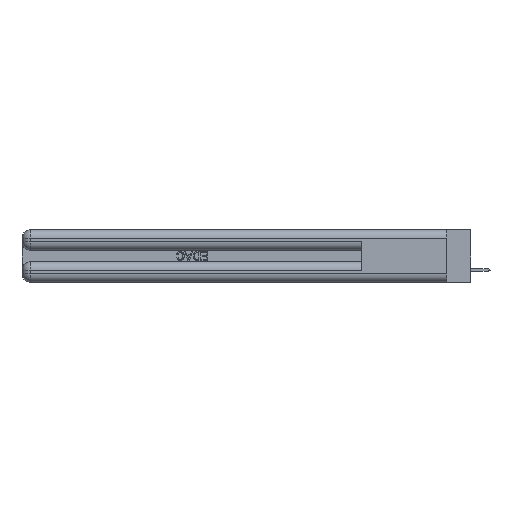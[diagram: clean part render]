
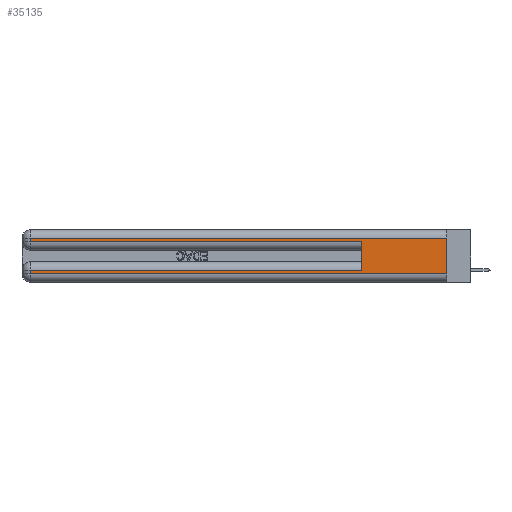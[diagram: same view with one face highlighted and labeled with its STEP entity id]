
A CAD part, left-side view. The second image highlights one B-rep face of the part: STEP entity #35135.
In plain terms, the highlighted planar face has unit normal (-1, 0, 0).
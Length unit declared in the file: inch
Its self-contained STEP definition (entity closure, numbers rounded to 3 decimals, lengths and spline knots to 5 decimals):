
#1376 = DIRECTION ( 'NONE',  ( 0., 0., -1. ) ) ;
#1796 = EDGE_CURVE ( 'NONE', #19228, #2112, #21896, .T. ) ;
#2042 = FACE_OUTER_BOUND ( 'NONE', #2611, .T. ) ;
#2112 = VERTEX_POINT ( 'NONE', #14931 ) ;
#2611 = EDGE_LOOP ( 'NONE', ( #30663, #19706, #34319, #11957, #41425, #42858, #22052, #29742 ) ) ;
#2786 = CARTESIAN_POINT ( 'NONE',  ( 0., 2.94, 0.285 ) ) ;
#3414 = LINE ( 'NONE', #10124, #37670 ) ;
#3499 = CARTESIAN_POINT ( 'NONE',  ( 0., 0., 0.085 ) ) ;
#5144 = CARTESIAN_POINT ( 'NONE',  ( 0., 0., 0.06 ) ) ;
#5517 = PLANE ( 'NONE',  #28682 ) ;
#7241 = VERTEX_POINT ( 'NONE', #12392 ) ;
#8195 = CARTESIAN_POINT ( 'NONE',  ( 0., 0.6, 0.285 ) ) ;
#8785 = EDGE_CURVE ( 'NONE', #14236, #39218, #3414, .T. ) ;
#9426 = CARTESIAN_POINT ( 'NONE',  ( 0., 0., 0.37 ) ) ;
#10124 = CARTESIAN_POINT ( 'NONE',  ( 0., 0., 0.285 ) ) ;
#10349 = CARTESIAN_POINT ( 'NONE',  ( 0., 0., 0.31 ) ) ;
#10573 = DIRECTION ( 'NONE',  ( 0., 1., 0. ) ) ;
#11241 = LINE ( 'NONE', #32181, #36575 ) ;
#11957 = ORIENTED_EDGE ( 'NONE', *, *, #8785, .T. ) ;
#12392 = CARTESIAN_POINT ( 'NONE',  ( 0., 2.94, 0.06 ) ) ;
#12729 = LINE ( 'NONE', #5144, #21538 ) ;
#13581 = EDGE_CURVE ( 'NONE', #13917, #7241, #33424, .T. ) ;
#13800 = VERTEX_POINT ( 'NONE', #27021 ) ;
#13917 = VERTEX_POINT ( 'NONE', #36991 ) ;
#14236 = VERTEX_POINT ( 'NONE', #2786 ) ;
#14708 = EDGE_CURVE ( 'NONE', #19228, #17254, #42399, .T. ) ;
#14931 = CARTESIAN_POINT ( 'NONE',  ( 0., 0., 0.06 ) ) ;
#15352 = VECTOR ( 'NONE', #10573, 39.37008 ) ;
#17254 = VERTEX_POINT ( 'NONE', #23357 ) ;
#17706 = DIRECTION ( 'NONE',  ( 0., 0., -1. ) ) ;
#19228 = VERTEX_POINT ( 'NONE', #23917 ) ;
#19706 = ORIENTED_EDGE ( 'NONE', *, *, #14708, .T. ) ;
#20227 = DIRECTION ( 'NONE',  ( 0., 0., 1. ) ) ;
#21538 = VECTOR ( 'NONE', #26765, 39.37008 ) ;
#21691 = LINE ( 'NONE', #3499, #44769 ) ;
#21896 = LINE ( 'NONE', #35975, #22297 ) ;
#21949 = EDGE_CURVE ( 'NONE', #7241, #2112, #12729, .T. ) ;
#22052 = ORIENTED_EDGE ( 'NONE', *, *, #13581, .T. ) ;
#22297 = VECTOR ( 'NONE', #1376, 39.37008 ) ;
#23229 = DIRECTION ( 'NONE',  ( 0., 0., -1. ) ) ;
#23357 = CARTESIAN_POINT ( 'NONE',  ( 0., 2.94, 0.31 ) ) ;
#23917 = CARTESIAN_POINT ( 'NONE',  ( 0., 0., 0.31 ) ) ;
#26765 = DIRECTION ( 'NONE',  ( 0., -1., 0. ) ) ;
#27021 = CARTESIAN_POINT ( 'NONE',  ( 0., 0.6, 0.085 ) ) ;
#27591 = CARTESIAN_POINT ( 'NONE',  ( 0., 0.6, 0.145 ) ) ;
#28682 = AXIS2_PLACEMENT_3D ( 'NONE', #9426, #44731, #23229 ) ;
#29742 = ORIENTED_EDGE ( 'NONE', *, *, #21949, .T. ) ;
#30600 = DIRECTION ( 'NONE',  ( 0., -1., 0. ) ) ;
#30663 = ORIENTED_EDGE ( 'NONE', *, *, #1796, .F. ) ;
#31543 = EDGE_CURVE ( 'NONE', #17254, #14236, #11241, .T. ) ;
#32181 = CARTESIAN_POINT ( 'NONE',  ( 0., 2.94, 0.37 ) ) ;
#32550 = EDGE_CURVE ( 'NONE', #13800, #13917, #21691, .T. ) ;
#33424 = LINE ( 'NONE', #43601, #43299 ) ;
#34319 = ORIENTED_EDGE ( 'NONE', *, *, #31543, .T. ) ;
#35135 = ADVANCED_FACE ( 'NONE', ( #2042 ), #5517, .F. ) ;
#35975 = CARTESIAN_POINT ( 'NONE',  ( 0., 0., 0.37 ) ) ;
#36575 = VECTOR ( 'NONE', #17706, 39.37008 ) ;
#36991 = CARTESIAN_POINT ( 'NONE',  ( 0., 2.94, 0.085 ) ) ;
#37670 = VECTOR ( 'NONE', #30600, 39.37008 ) ;
#37981 = LINE ( 'NONE', #27591, #39948 ) ;
#39218 = VERTEX_POINT ( 'NONE', #8195 ) ;
#39934 = EDGE_CURVE ( 'NONE', #13800, #39218, #37981, .T. ) ;
#39948 = VECTOR ( 'NONE', #20227, 39.37008 ) ;
#40583 = DIRECTION ( 'NONE',  ( 0., 0., -1. ) ) ;
#41425 = ORIENTED_EDGE ( 'NONE', *, *, #39934, .F. ) ;
#42399 = LINE ( 'NONE', #10349, #15352 ) ;
#42709 = DIRECTION ( 'NONE',  ( 0., 1., 0. ) ) ;
#42858 = ORIENTED_EDGE ( 'NONE', *, *, #32550, .T. ) ;
#43299 = VECTOR ( 'NONE', #40583, 39.37008 ) ;
#43601 = CARTESIAN_POINT ( 'NONE',  ( 0., 2.94, 0.37 ) ) ;
#44731 = DIRECTION ( 'NONE',  ( 1., 0., 0. ) ) ;
#44769 = VECTOR ( 'NONE', #42709, 39.37008 ) ;
